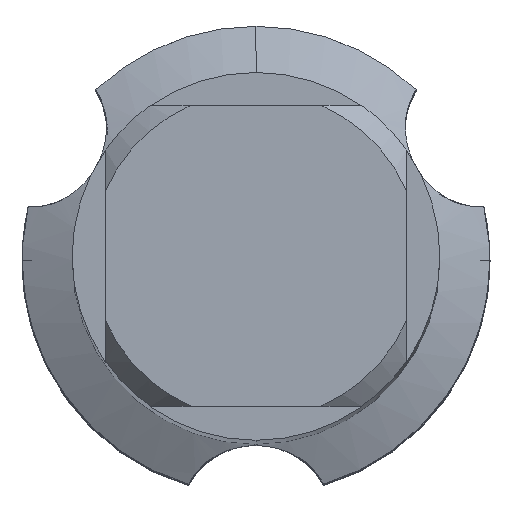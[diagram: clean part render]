
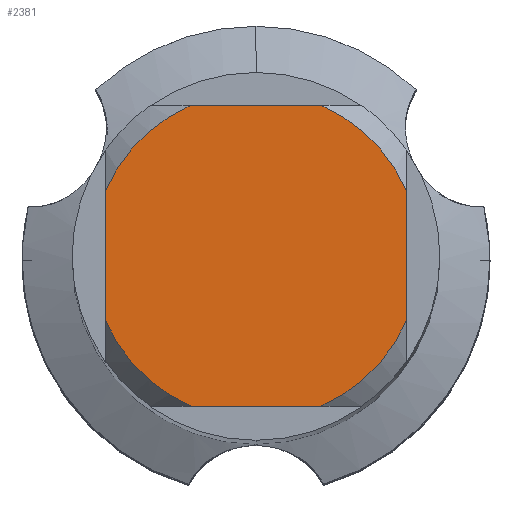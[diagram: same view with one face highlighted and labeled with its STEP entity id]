
A CAD part, top view. The second image highlights one B-rep face of the part: STEP entity #2381.
In plain terms, the highlighted planar face has unit normal (0, 0, 1).
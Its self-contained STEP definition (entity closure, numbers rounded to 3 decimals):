
#2025=EDGE_CURVE('',#4287,#2377,#5863,.T.);
#2141=EDGE_CURVE('',#4287,#4929,#5990,.T.);
#2377=VERTEX_POINT('',#6253);
#2381=ADVANCED_FACE('',(#6258),#6259,.T.);
#2901=EDGE_CURVE('',#4405,#5459,#6829,.T.);
#3039=VERTEX_POINT('',#6980);
#3503=VERTEX_POINT('',#7480);
#3625=VERTEX_POINT('',#7612);
#4047=EDGE_CURVE('',#3503,#3625,#8076,.T.);
#4287=VERTEX_POINT('',#8332);
#4405=VERTEX_POINT('',#8458);
#4577=EDGE_CURVE('',#3503,#5459,#8648,.T.);
#4837=EDGE_CURVE('',#3039,#4929,#8929,.T.);
#4929=VERTEX_POINT('',#9029);
#5459=VERTEX_POINT('',#9604);
#5521=EDGE_CURVE('',#4405,#2377,#9670,.T.);
#5713=EDGE_CURVE('',#3039,#3625,#9883,.T.);
#5863=LINE('',#10120,#10121);
#5990=CIRCLE('',#10335,4.9);
#6253=CARTESIAN_POINT('',(-1.939,4.5,0.0));
#6258=FACE_OUTER_BOUND('',#10812,.T.);
#6259=PLANE('',#10813);
#6829=LINE('',#11843,#11844);
#6980=CARTESIAN_POINT('',(4.5,-1.939,0.0));
#7480=CARTESIAN_POINT('',(-1.939,-4.5,0.0));
#7612=CARTESIAN_POINT('',(1.939,-4.5,0.0));
#8076=LINE('',#14107,#14108);
#8332=CARTESIAN_POINT('',(1.939,4.5,0.0));
#8458=CARTESIAN_POINT('',(-4.5,1.939,0.0));
#8648=CIRCLE('',#15164,4.9);
#8929=LINE('',#15655,#15656);
#9029=CARTESIAN_POINT('',(4.5,1.939,0.0));
#9604=CARTESIAN_POINT('',(-4.5,-1.939,0.0));
#9670=CIRCLE('',#16955,4.9);
#9883=CIRCLE('',#17338,4.9);
#10120=CARTESIAN_POINT('',(0.0,4.5,0.0));
#10121=VECTOR('',#17525,1.0);
#10335=AXIS2_PLACEMENT_3D('',#17785,#17786,#17787);
#10812=EDGE_LOOP('',(#18102,#18103,#18104,#18105,#18106,#18107,#18108,#18109));
#10813=AXIS2_PLACEMENT_3D('',#18110,#18111,#18112);
#11843=CARTESIAN_POINT('',(-4.5,1.225,0.0));
#11844=VECTOR('',#18757,1.0);
#14107=CARTESIAN_POINT('',(0.0,-4.5,0.0));
#14108=VECTOR('',#20146,1.0);
#15164=AXIS2_PLACEMENT_3D('',#20721,#20722,#20723);
#15655=CARTESIAN_POINT('',(4.5,1.225,0.0));
#15656=VECTOR('',#20981,1.0);
#16955=AXIS2_PLACEMENT_3D('',#21875,#21876,#21877);
#17338=AXIS2_PLACEMENT_3D('',#22121,#22122,#22123);
#17525=DIRECTION('',(-1.0,0.0,0.0));
#17785=CARTESIAN_POINT('',(0.0,0.0,0.0));
#17786=DIRECTION('',(0.0,0.0,-1.0));
#17787=DIRECTION('',(0.0,1.0,0.0));
#18102=ORIENTED_EDGE('',*,*,#2901,.T.);
#18103=ORIENTED_EDGE('',*,*,#4577,.F.);
#18104=ORIENTED_EDGE('',*,*,#4047,.T.);
#18105=ORIENTED_EDGE('',*,*,#5713,.F.);
#18106=ORIENTED_EDGE('',*,*,#4837,.T.);
#18107=ORIENTED_EDGE('',*,*,#2141,.F.);
#18108=ORIENTED_EDGE('',*,*,#2025,.T.);
#18109=ORIENTED_EDGE('',*,*,#5521,.F.);
#18110=CARTESIAN_POINT('',(0.0,2.45,0.0));
#18111=DIRECTION('',(-0.0,0.0,1.0));
#18112=DIRECTION('',(0.0,-1.0,0.0));
#18757=DIRECTION('',(-0.0,-1.0,0.0));
#20146=DIRECTION('',(1.0,0.0,0.0));
#20721=CARTESIAN_POINT('',(0.0,0.0,0.0));
#20722=DIRECTION('',(0.0,0.0,-1.0));
#20723=DIRECTION('',(0.0,1.0,0.0));
#20981=DIRECTION('',(-0.0,1.0,0.0));
#21875=CARTESIAN_POINT('',(0.0,0.0,0.0));
#21876=DIRECTION('',(0.0,0.0,-1.0));
#21877=DIRECTION('',(0.0,1.0,0.0));
#22121=CARTESIAN_POINT('',(0.0,0.0,0.0));
#22122=DIRECTION('',(0.0,0.0,-1.0));
#22123=DIRECTION('',(0.0,1.0,0.0));
